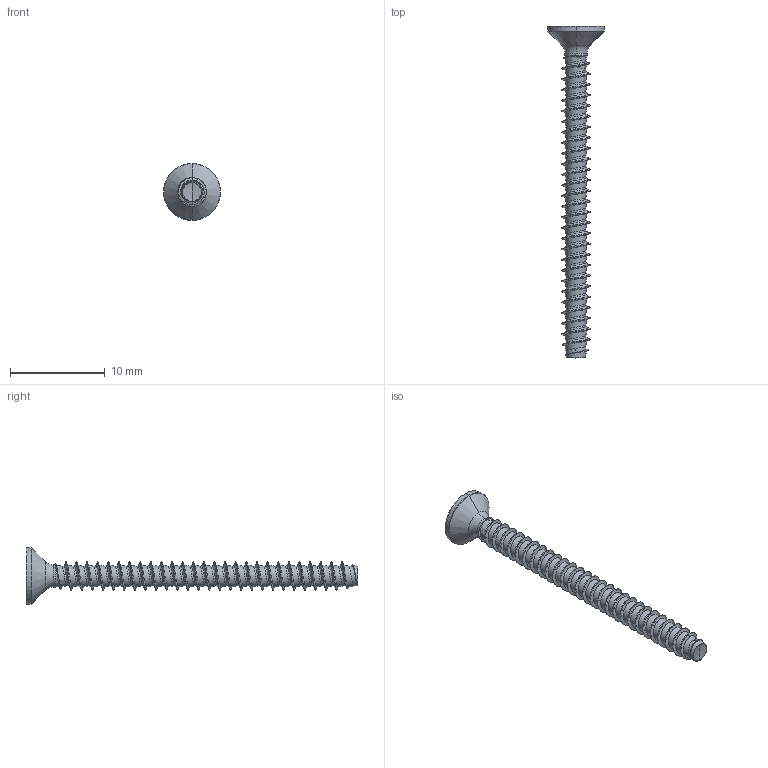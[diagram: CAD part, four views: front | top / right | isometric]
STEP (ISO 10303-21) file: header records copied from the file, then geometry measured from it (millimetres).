
FILE_DESCRIPTION (( 'STEP AP203' ), '1' );
FILE_NAME ('STP330300350.STEP', '2017-08-15T15:28:18', ( '' ), ( '' ), 'SwSTEP 2.0', 'SolidWorks 2015', '' );
FILE_SCHEMA (( 'CONFIG_CONTROL_DESIGN' ));
Length unit declared in the file: millimetre
Products named in the file (1): STP330300350
Bounding box: 6 x 35 x 6 mm (x, y, z)
Volume: 173 mm3; surface area: 446 mm2
Topology: 1 solids, 1 shells, 217 faces, 521 edges, 306 vertices
Faces by surface type: cylinder 102, bspline 51, sphere 26, plane 22, cone 10, torus 6
Entity records: 36654 total; most frequent: CARTESIAN_POINT 32206, ORIENTED_EDGE 1038, DIRECTION 766, EDGE_CURVE 519, VERTEX_POINT 306, AXIS2_PLACEMENT_3D 305, EDGE_LOOP 219, ADVANCED_FACE 217
